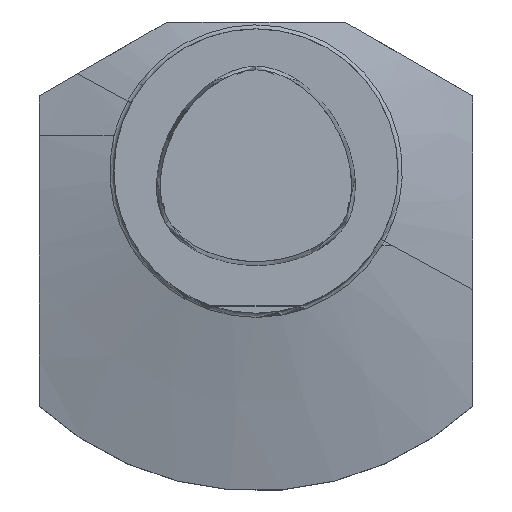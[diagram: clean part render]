
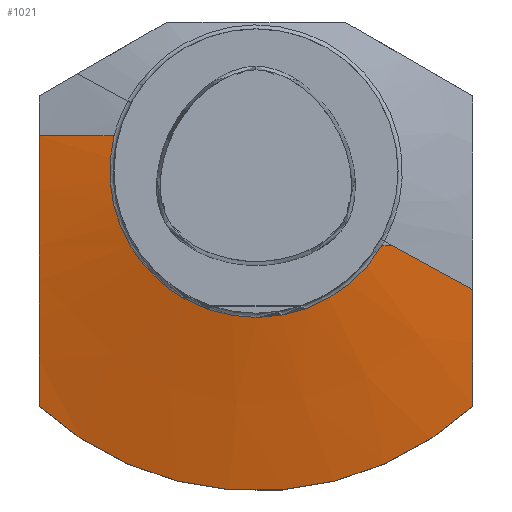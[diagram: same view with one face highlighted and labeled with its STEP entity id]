
A CAD part, top view. The second image highlights one B-rep face of the part: STEP entity #1021.
In plain terms, the highlighted conical face has half-angle 75 degrees and reference radius 20.593 mm.
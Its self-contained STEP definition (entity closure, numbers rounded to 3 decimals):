
#705=AXIS2_PLACEMENT_3D('Circle Axis2P3D',#703,#704,$) ;
#907=AXIS2_PLACEMENT_3D('Cone Axis2P3D',#904,#905,#906) ;
#983=AXIS2_PLACEMENT_3D('Circle Axis2P3D',#981,#982,$) ;
#990=AXIS2_PLACEMENT_3D('Circle Axis2P3D',#988,#989,$) ;
#997=AXIS2_PLACEMENT_3D('Circle Axis2P3D',#995,#996,$) ;
#703=CARTESIAN_POINT('Axis2P3D Location',(0.,0.,-27.313)) ;
#707=CARTESIAN_POINT('Vertex',(30.5,-33.087,-27.313)) ;
#709=CARTESIAN_POINT('Vertex',(-30.5,-33.087,-27.313)) ;
#745=CARTESIAN_POINT('Vertex',(-30.5,-10.5,-23.898)) ;
#749=CARTESIAN_POINT('Control Point',(-30.5,5.,-23.536)) ;
#750=CARTESIAN_POINT('Control Point',(-30.5,2.589,-23.432)) ;
#751=CARTESIAN_POINT('Control Point',(-30.5,0.244,-23.392)) ;
#752=CARTESIAN_POINT('Control Point',(-30.5,-2.089,-23.41)) ;
#753=CARTESIAN_POINT('Control Point',(-30.5,-5.131,-23.511)) ;
#754=CARTESIAN_POINT('Control Point',(-30.5,-8.324,-23.723)) ;
#755=CARTESIAN_POINT('Control Point',(-30.5,-9.039,-23.776)) ;
#756=CARTESIAN_POINT('Control Point',(-30.5,-9.764,-23.834)) ;
#757=CARTESIAN_POINT('Control Point',(-30.5,-10.5,-23.898)) ;
#758=CARTESIAN_POINT('Vertex',(-30.5,5.,-23.536)) ;
#776=CARTESIAN_POINT('Control Point',(-30.5,-10.5,-23.898)) ;
#777=CARTESIAN_POINT('Control Point',(-30.5,-11.427,-23.979)) ;
#778=CARTESIAN_POINT('Control Point',(-30.5,-12.373,-24.069)) ;
#779=CARTESIAN_POINT('Control Point',(-30.5,-13.339,-24.17)) ;
#780=CARTESIAN_POINT('Control Point',(-30.5,-16.035,-24.472)) ;
#781=CARTESIAN_POINT('Control Point',(-30.5,-18.93,-24.859)) ;
#782=CARTESIAN_POINT('Control Point',(-30.5,-20.858,-25.141)) ;
#783=CARTESIAN_POINT('Control Point',(-30.5,-24.296,-25.686)) ;
#784=CARTESIAN_POINT('Control Point',(-30.5,-28.087,-26.358)) ;
#785=CARTESIAN_POINT('Control Point',(-30.5,-29.69,-26.654)) ;
#786=CARTESIAN_POINT('Control Point',(-30.5,-31.357,-26.972)) ;
#787=CARTESIAN_POINT('Control Point',(-30.5,-33.087,-27.313)) ;
#817=CARTESIAN_POINT('Vertex',(30.5,-16.662,-24.567)) ;
#821=CARTESIAN_POINT('Control Point',(30.5,-16.662,-24.567)) ;
#822=CARTESIAN_POINT('Control Point',(30.5,-18.406,-24.791)) ;
#823=CARTESIAN_POINT('Control Point',(30.5,-20.231,-25.048)) ;
#824=CARTESIAN_POINT('Control Point',(30.5,-22.153,-25.342)) ;
#825=CARTESIAN_POINT('Control Point',(30.5,-25.38,-25.872)) ;
#826=CARTESIAN_POINT('Control Point',(30.5,-28.908,-26.51)) ;
#827=CARTESIAN_POINT('Control Point',(30.5,-30.257,-26.762)) ;
#828=CARTESIAN_POINT('Control Point',(30.5,-31.65,-27.03)) ;
#829=CARTESIAN_POINT('Control Point',(30.5,-33.087,-27.313)) ;
#904=CARTESIAN_POINT('Axis2P3D Location',(0.,0.,-20.773)) ;
#929=CARTESIAN_POINT('Vertex',(19.22,-10.5,-21.123)) ;
#932=CARTESIAN_POINT('Line Origine',(30.976,-16.922,-24.713)) ;
#966=CARTESIAN_POINT('Vertex',(17.715,-10.5,-20.773)) ;
#970=CARTESIAN_POINT('Control Point',(19.22,-10.5,-21.123)) ;
#971=CARTESIAN_POINT('Control Point',(18.696,-10.5,-21.)) ;
#972=CARTESIAN_POINT('Control Point',(18.194,-10.5,-20.883)) ;
#973=CARTESIAN_POINT('Control Point',(17.715,-10.5,-20.773)) ;
#981=CARTESIAN_POINT('Axis2P3D Location',(0.,0.,-20.773)) ;
#985=CARTESIAN_POINT('Vertex',(-10.,-18.002,-20.773)) ;
#988=CARTESIAN_POINT('Axis2P3D Location',(0.,0.,-20.773)) ;
#992=CARTESIAN_POINT('Vertex',(-17.715,-10.5,-20.773)) ;
#995=CARTESIAN_POINT('Axis2P3D Location',(0.,0.,-20.773)) ;
#999=CARTESIAN_POINT('Vertex',(-19.977,5.,-20.773)) ;
#1003=CARTESIAN_POINT('Control Point',(-19.977,5.,-20.773)) ;
#1004=CARTESIAN_POINT('Control Point',(-22.316,5.,-21.381)) ;
#1005=CARTESIAN_POINT('Control Point',(-24.931,5.,-22.066)) ;
#1006=CARTESIAN_POINT('Control Point',(-27.682,5.,-22.791)) ;
#1007=CARTESIAN_POINT('Control Point',(-30.5,5.,-23.536)) ;
#704=DIRECTION('Axis2P3D Direction',(0.,0.,1.)) ;
#905=DIRECTION('Axis2P3D Direction',(0.,0.,-1.)) ;
#906=DIRECTION('Axis2P3D XDirection',(0.878,-0.479,0.)) ;
#933=DIRECTION('Vector Direction',(0.848,-0.463,-0.259)) ;
#982=DIRECTION('Axis2P3D Direction',(0.,0.,-1.)) ;
#989=DIRECTION('Axis2P3D Direction',(0.,0.,-1.)) ;
#996=DIRECTION('Axis2P3D Direction',(0.,0.,-1.)) ;
#934=VECTOR('Line Direction',#933,1.) ;
#1010=ORIENTED_EDGE('',*,*,#760,.T.) ;
#1011=ORIENTED_EDGE('',*,*,#788,.T.) ;
#1012=ORIENTED_EDGE('',*,*,#711,.F.) ;
#1013=ORIENTED_EDGE('',*,*,#830,.F.) ;
#1014=ORIENTED_EDGE('',*,*,#936,.T.) ;
#1015=ORIENTED_EDGE('',*,*,#974,.T.) ;
#1016=ORIENTED_EDGE('',*,*,#987,.T.) ;
#1017=ORIENTED_EDGE('',*,*,#994,.T.) ;
#1018=ORIENTED_EDGE('',*,*,#1001,.T.) ;
#1019=ORIENTED_EDGE('',*,*,#1008,.T.) ;
#1021=ADVANCED_FACE('NOCUT',(#1020),#908,.T.) ;
#748=B_SPLINE_CURVE_WITH_KNOTS('',5,(#749,#750,#751,#752,#753,#754,#755,#756,#757),.UNSPECIFIED.,.F.,.U.,(6,3,6),(35.978,76.368,87.841),.UNSPECIFIED.) ;
#775=B_SPLINE_CURVE_WITH_KNOTS('',5,(#776,#777,#778,#779,#780,#781,#782,#783,#784,#785,#786,#787),.UNSPECIFIED.,.F.,.U.,(6,3,3,6),(87.841,102.292,127.185,144.239),.UNSPECIFIED.) ;
#820=B_SPLINE_CURVE_WITH_KNOTS('',5,(#821,#822,#823,#824,#825,#826,#827,#828,#829),.UNSPECIFIED.,.F.,.U.,(6,3,6),(0.,24.097,38.259),.UNSPECIFIED.) ;
#969=B_SPLINE_CURVE_WITH_KNOTS('',3,(#970,#971,#972,#973),.UNSPECIFIED.,.F.,.U.,(4,4),(0.,4.063),.UNSPECIFIED.) ;
#1002=B_SPLINE_CURVE_WITH_KNOTS('',4,(#1003,#1004,#1005,#1006,#1007),.UNSPECIFIED.,.F.,.U.,(5,5),(276.119,293.538),.UNSPECIFIED.) ;
#706=CIRCLE('generated circle',#705,45.) ;
#984=CIRCLE('generated circle',#983,20.593) ;
#991=CIRCLE('generated circle',#990,20.593) ;
#998=CIRCLE('generated circle',#997,20.593) ;
#908=CONICAL_SURFACE('Cone',#907,20.593,1.309) ;
#711=EDGE_CURVE('',#708,#710,#706,.F.) ;
#760=EDGE_CURVE('',#759,#746,#748,.T.) ;
#788=EDGE_CURVE('',#746,#710,#775,.T.) ;
#830=EDGE_CURVE('',#818,#708,#820,.T.) ;
#936=EDGE_CURVE('',#818,#930,#935,.F.) ;
#974=EDGE_CURVE('',#930,#967,#969,.T.) ;
#987=EDGE_CURVE('',#967,#986,#984,.T.) ;
#994=EDGE_CURVE('',#986,#993,#991,.T.) ;
#1001=EDGE_CURVE('',#993,#1000,#998,.T.) ;
#1008=EDGE_CURVE('',#1000,#759,#1002,.T.) ;
#1009=EDGE_LOOP('',(#1010,#1011,#1012,#1013,#1014,#1015,#1016,#1017,#1018,#1019)) ;
#1020=FACE_OUTER_BOUND('',#1009,.T.) ;
#935=LINE('Line',#932,#934) ;
#708=VERTEX_POINT('',#707) ;
#710=VERTEX_POINT('',#709) ;
#746=VERTEX_POINT('',#745) ;
#759=VERTEX_POINT('',#758) ;
#818=VERTEX_POINT('',#817) ;
#930=VERTEX_POINT('',#929) ;
#967=VERTEX_POINT('',#966) ;
#986=VERTEX_POINT('',#985) ;
#993=VERTEX_POINT('',#992) ;
#1000=VERTEX_POINT('',#999) ;
